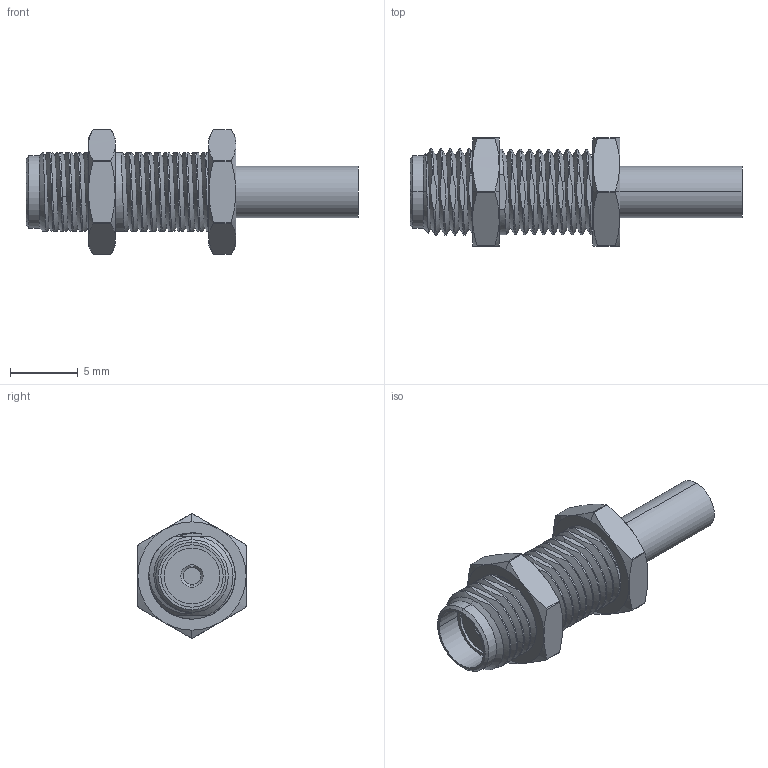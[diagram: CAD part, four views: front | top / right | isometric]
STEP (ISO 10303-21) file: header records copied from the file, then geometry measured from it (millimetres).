
FILE_DESCRIPTION((''),'2;1');
FILE_NAME('PRT0001','2021-08-15T',('1111'),(''),'PRO/ENGINEER BY PARAMETRIC TECHNOLOGY CORPORATION, 2012090','PRO/ENGINEER BY PARAMETRIC TECHNOLOGY CORPORATION, 2012090','');
FILE_SCHEMA(('CONFIG_CONTROL_DESIGN'));
Length unit declared in the file: millimetre
Products named in the file (1): PRT0001
Bounding box: 24.52 x 8 x 9.19 mm (x, y, z)
Volume: 547.8 mm3; surface area: 941.3 mm2
Topology: 1 solids, 1 shells, 806 faces, 1922 edges, 1127 vertices
Faces by surface type: plane 384, extrusion 240, cylinder 148, cone 22, bspline 12
Entity records: 29621 total; most frequent: CARTESIAN_POINT 13827, ORIENTED_EDGE 3844, DIRECTION 2059, EDGE_CURVE 1922, B_SPLINE_CURVE_WITH_KNOTS 1564, VERTEX_POINT 1127, EDGE_LOOP 815, FACE_OUTER_BOUND 806
